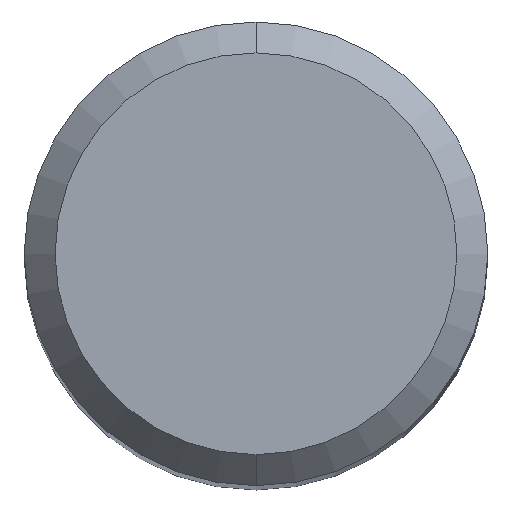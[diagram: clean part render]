
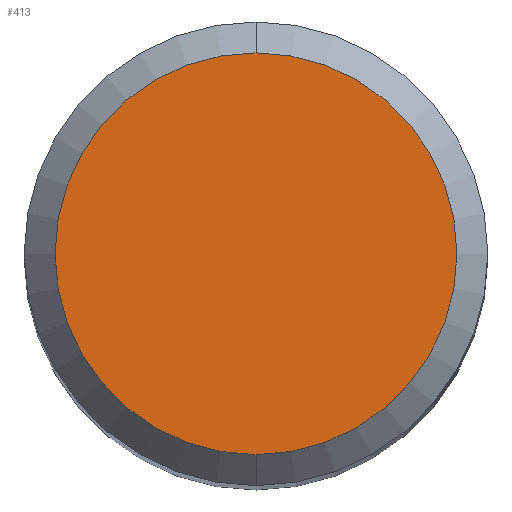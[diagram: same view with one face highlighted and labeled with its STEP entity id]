
A CAD part, top view. The second image highlights one B-rep face of the part: STEP entity #413.
In plain terms, the highlighted planar face has unit normal (0, 0, 1).
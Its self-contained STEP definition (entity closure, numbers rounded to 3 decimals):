
#189=VERTEX_POINT('',#504);
#297=VERTEX_POINT('',#622);
#353=EDGE_CURVE('',#297,#189,#684,.T.);
#371=EDGE_CURVE('',#189,#297,#705,.T.);
#413=ADVANCED_FACE('',(#751),#752,.T.);
#504=CARTESIAN_POINT('',(0.,-2.6,0.0));
#622=CARTESIAN_POINT('',(0.0,2.6,0.0));
#684=CIRCLE('',#1161,2.6);
#705=CIRCLE('',#1201,2.6);
#751=FACE_OUTER_BOUND('',#1322,.T.);
#752=PLANE('',#1323);
#1161=AXIS2_PLACEMENT_3D('',#1678,#1679,#1680);
#1201=AXIS2_PLACEMENT_3D('',#1703,#1704,#1705);
#1322=EDGE_LOOP('',(#1749,#1750));
#1323=AXIS2_PLACEMENT_3D('',#1751,#1752,#1753);
#1678=CARTESIAN_POINT('',(0.0,0.0,0.0));
#1679=DIRECTION('',(0.0,0.0,-1.0));
#1680=DIRECTION('',(0.0,1.0,0.0));
#1703=CARTESIAN_POINT('',(0.0,0.0,0.0));
#1704=DIRECTION('',(0.0,0.0,-1.0));
#1705=DIRECTION('',(0.0,1.0,0.0));
#1749=ORIENTED_EDGE('',*,*,#353,.F.);
#1750=ORIENTED_EDGE('',*,*,#371,.F.);
#1751=CARTESIAN_POINT('',(0.0,1.3,0.0));
#1752=DIRECTION('',(-0.0,0.0,1.0));
#1753=DIRECTION('',(0.0,-1.0,0.0));
